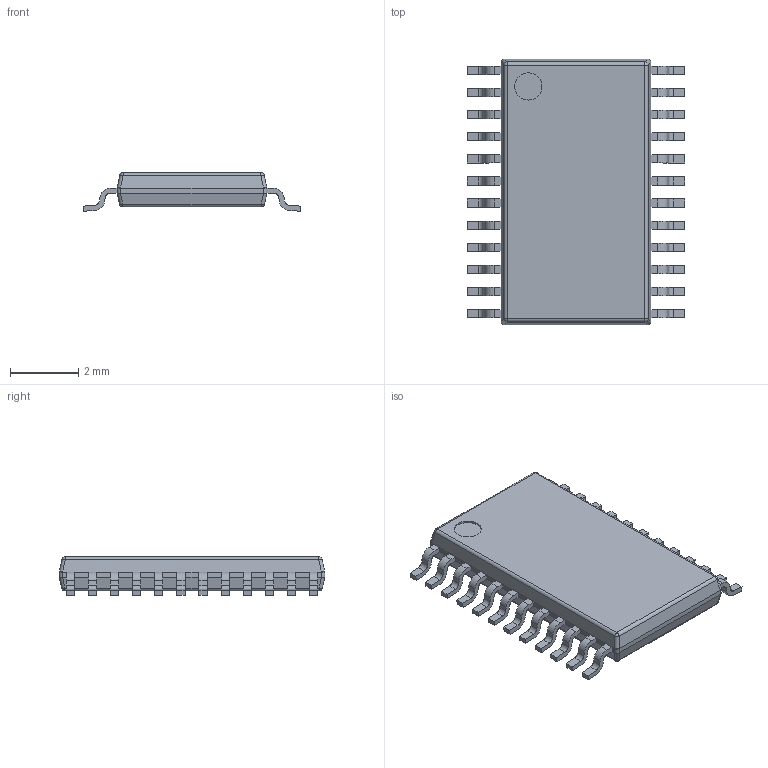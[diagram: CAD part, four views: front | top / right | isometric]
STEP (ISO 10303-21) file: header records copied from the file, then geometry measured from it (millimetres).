
FILE_DESCRIPTION((''),'2;1');
FILE_NAME('PWP0024J_ASM','2020-04-16T10:48:42',('a0412086'),(''),'CREO PARAMETRIC BY PTC INC, 2019292','CREO PARAMETRIC BY PTC INC, 2019292','');
FILE_SCHEMA(('AUTOMOTIVE_DESIGN { 1 0 10303 214 1 1 1 1 }'));
Length unit declared in the file: millimetre
Products named in the file (5): BODY-TSSOP; LEAD-TSSOP; PIN1; DAP; PWP0024J_ASM
Assembly tree (27 placements, depth 2):
  PWP0024J_ASM
    BODY-TSSOP
    LEAD-TSSOP  x24
    PIN1
    DAP
Bounding box: 6.4 x 7.8 x 1.13 mm (x, y, z)
Volume: 34.4 mm3; surface area: 152.3 mm2
Topology: 26 solids, 26 shells, 424 faces, 1086 edges, 716 vertices
Faces by surface type: plane 298, cylinder 118, sphere 8
Entity records: 4380 total; most frequent: CARTESIAN_POINT 681, DIRECTION 538, ORIENTED_EDGE 516, PRESENTATION_STYLE_ASSIGNMENT 261, STYLED_ITEM 261, CURVE_STYLE 258, EDGE_CURVE 258, VECTOR 198
